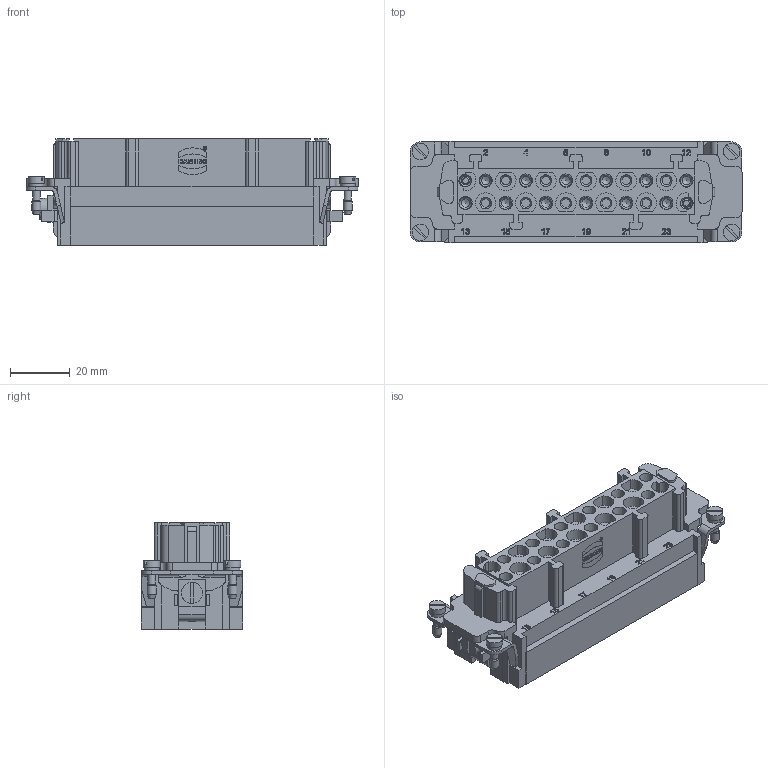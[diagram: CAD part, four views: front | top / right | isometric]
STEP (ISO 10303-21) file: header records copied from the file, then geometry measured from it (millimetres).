
FILE_DESCRIPTION(/* description */ (''),/* implementation_level */ '2;1');
FILE_NAME(/* name */ '100233343ugm000_d.stp',/* time_stamp */ '2019-08-21T10:57:42+02:00',/* author */ (''),/* organization */ (''),/* preprocessor_version */ 'ST-DEVELOPER v16.7',/* originating_system */ 'SIEMENS PLM Software NX 12.0',/* authorisation */ '');
FILE_SCHEMA (('AUTOMOTIVE_DESIGN { 1 0 10303 214 3 1 1 1 }'));
Length unit declared in the file: millimetre
Products named in the file (1): 100233343ugm000_d
Bounding box: 110.85 x 34 x 35.55 mm (x, y, z)
Volume: 73605.7 mm3; surface area: 28806.5 mm2
Topology: 1 solids, 1 shells, 1466 faces, 3990 edges, 2790 vertices
Faces by surface type: plane 1023, cylinder 210, extrusion 139, cone 82, torus 12
Full cylindrical faces by diameter (mm): 1.025 x1, 1.211 x1, 2.13 x2, 2.285 x2, 2.5 x4, 2.85 x22, 2.9 x2, 3 x4, 3.05 x12, 3.242 x1, 4.5 x10, 5 x4, 5.4 x24, 5.5 x4, 7 x1
Entity records: 52883 total; most frequent: CARTESIAN_POINT 15413, ORIENTED_EDGE 7042, DIRECTION 6166, EDGE_CURVE 3521, VECTOR 2460, VERTEX_POINT 2434, LINE 2321, AXIS2_PLACEMENT_3D 1853
